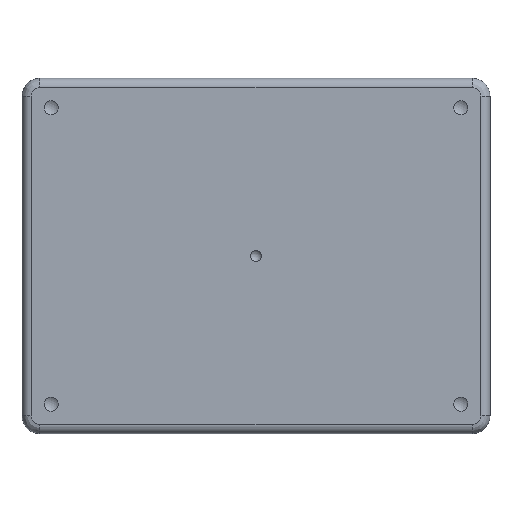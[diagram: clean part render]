
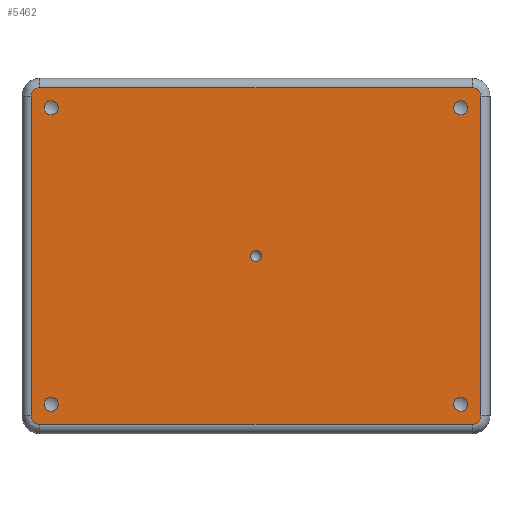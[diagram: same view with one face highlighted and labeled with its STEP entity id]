
A CAD part, front view. The second image highlights one B-rep face of the part: STEP entity #5462.
In plain terms, the highlighted planar face has unit normal (0, -1, 0).
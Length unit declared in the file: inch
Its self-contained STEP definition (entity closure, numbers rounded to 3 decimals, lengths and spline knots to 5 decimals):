
#161=FACE_BOUND('',#892,.T.);
#162=FACE_BOUND('',#893,.T.);
#163=FACE_BOUND('',#894,.T.);
#164=FACE_BOUND('',#895,.T.);
#165=FACE_BOUND('',#896,.T.);
#311=PLANE('',#6103);
#560=FACE_OUTER_BOUND('',#891,.T.);
#891=EDGE_LOOP('',(#4504,#4505,#4506,#4507,#4508,#4509,#4510,#4511));
#892=EDGE_LOOP('',(#4512));
#893=EDGE_LOOP('',(#4513));
#894=EDGE_LOOP('',(#4514));
#895=EDGE_LOOP('',(#4515));
#896=EDGE_LOOP('',(#4516));
#1302=LINE('',#9349,#1651);
#1304=LINE('',#9358,#1653);
#1306=LINE('',#9367,#1655);
#1308=LINE('',#9376,#1657);
#1651=VECTOR('',#7492,39.37008);
#1653=VECTOR('',#7500,39.37008);
#1655=VECTOR('',#7508,39.37008);
#1657=VECTOR('',#7516,39.37008);
#1920=CIRCLE('',#5923,0.093);
#1921=CIRCLE('',#5925,0.093);
#1922=CIRCLE('',#5927,0.093);
#1923=CIRCLE('',#5929,0.093);
#1924=CIRCLE('',#5931,0.07502);
#2040=CIRCLE('',#6104,0.11288);
#2041=CIRCLE('',#6105,0.11288);
#2042=CIRCLE('',#6106,0.11288);
#2043=CIRCLE('',#6107,0.11288);
#2426=VERTEX_POINT('',#8978);
#2427=VERTEX_POINT('',#8981);
#2428=VERTEX_POINT('',#8984);
#2429=VERTEX_POINT('',#8987);
#2430=VERTEX_POINT('',#8990);
#2556=VERTEX_POINT('',#9342);
#2559=VERTEX_POINT('',#9347);
#2561=VERTEX_POINT('',#9352);
#2563=VERTEX_POINT('',#9356);
#2564=VERTEX_POINT('',#9360);
#2567=VERTEX_POINT('',#9365);
#2569=VERTEX_POINT('',#9370);
#2571=VERTEX_POINT('',#9374);
#3110=EDGE_CURVE('',#2426,#2426,#1920,.T.);
#3111=EDGE_CURVE('',#2427,#2427,#1921,.T.);
#3112=EDGE_CURVE('',#2428,#2428,#1922,.T.);
#3113=EDGE_CURVE('',#2429,#2429,#1923,.T.);
#3114=EDGE_CURVE('',#2430,#2430,#1924,.T.);
#3267=EDGE_CURVE('',#2556,#2559,#1302,.T.);
#3271=EDGE_CURVE('',#2561,#2563,#1304,.T.);
#3275=EDGE_CURVE('',#2564,#2567,#1306,.T.);
#3279=EDGE_CURVE('',#2569,#2571,#1308,.T.);
#3319=EDGE_CURVE('',#2559,#2561,#2040,.T.);
#3320=EDGE_CURVE('',#2563,#2569,#2041,.T.);
#3321=EDGE_CURVE('',#2571,#2564,#2042,.T.);
#3322=EDGE_CURVE('',#2567,#2556,#2043,.T.);
#4504=ORIENTED_EDGE('',*,*,#3267,.T.);
#4505=ORIENTED_EDGE('',*,*,#3319,.T.);
#4506=ORIENTED_EDGE('',*,*,#3271,.T.);
#4507=ORIENTED_EDGE('',*,*,#3320,.T.);
#4508=ORIENTED_EDGE('',*,*,#3279,.T.);
#4509=ORIENTED_EDGE('',*,*,#3321,.T.);
#4510=ORIENTED_EDGE('',*,*,#3275,.T.);
#4511=ORIENTED_EDGE('',*,*,#3322,.T.);
#4512=ORIENTED_EDGE('',*,*,#3114,.T.);
#4513=ORIENTED_EDGE('',*,*,#3110,.F.);
#4514=ORIENTED_EDGE('',*,*,#3111,.T.);
#4515=ORIENTED_EDGE('',*,*,#3112,.T.);
#4516=ORIENTED_EDGE('',*,*,#3113,.F.);
#5462=ADVANCED_FACE('',(#560,#161,#162,#163,#164,#165),#311,.F.);
#5923=AXIS2_PLACEMENT_3D('',#8979,#7163,#7164);
#5925=AXIS2_PLACEMENT_3D('',#8982,#7167,#7168);
#5927=AXIS2_PLACEMENT_3D('',#8985,#7171,#7172);
#5929=AXIS2_PLACEMENT_3D('',#8988,#7175,#7176);
#5931=AXIS2_PLACEMENT_3D('',#8991,#7179,#7180);
#6103=AXIS2_PLACEMENT_3D('',#9447,#7586,#7587);
#6104=AXIS2_PLACEMENT_3D('',#9448,#7588,#7589);
#6105=AXIS2_PLACEMENT_3D('',#9449,#7590,#7591);
#6106=AXIS2_PLACEMENT_3D('',#9450,#7592,#7593);
#6107=AXIS2_PLACEMENT_3D('',#9451,#7594,#7595);
#7163=DIRECTION('center_axis',(0.,-1.,0.));
#7164=DIRECTION('ref_axis',(0.,0.,1.));
#7167=DIRECTION('center_axis',(0.,1.,0.));
#7168=DIRECTION('ref_axis',(0.,0.,-1.));
#7171=DIRECTION('center_axis',(0.,1.,0.));
#7172=DIRECTION('ref_axis',(0.,0.,1.));
#7175=DIRECTION('center_axis',(0.,-1.,0.));
#7176=DIRECTION('ref_axis',(0.,0.,-1.));
#7179=DIRECTION('center_axis',(0.,1.,0.));
#7180=DIRECTION('ref_axis',(-1.,0.,0.));
#7492=DIRECTION('',(-1.,0.,0.));
#7500=DIRECTION('',(0.,0.,-1.));
#7508=DIRECTION('',(0.,0.,1.));
#7516=DIRECTION('',(1.,0.,0.));
#7586=DIRECTION('center_axis',(0.,1.,0.));
#7587=DIRECTION('ref_axis',(0.,0.,1.));
#7588=DIRECTION('center_axis',(0.,-1.,0.));
#7589=DIRECTION('ref_axis',(0.,0.,1.));
#7590=DIRECTION('center_axis',(0.,-1.,0.));
#7591=DIRECTION('ref_axis',(0.,0.,1.));
#7592=DIRECTION('center_axis',(0.,-1.,0.));
#7593=DIRECTION('ref_axis',(0.,0.,1.));
#7594=DIRECTION('center_axis',(0.,-1.,0.));
#7595=DIRECTION('ref_axis',(0.,0.,1.));
#8978=CARTESIAN_POINT('',(2.72,-1.25,-2.063));
#8979=CARTESIAN_POINT('Origin',(2.72,-1.25,-1.97));
#8981=CARTESIAN_POINT('',(2.72,-1.25,2.063));
#8982=CARTESIAN_POINT('Origin',(2.72,-1.25,1.97));
#8984=CARTESIAN_POINT('',(-2.72,-1.25,-2.063));
#8985=CARTESIAN_POINT('Origin',(-2.72,-1.25,-1.97));
#8987=CARTESIAN_POINT('',(-2.72,-1.25,2.063));
#8988=CARTESIAN_POINT('Origin',(-2.72,-1.25,1.97));
#8990=CARTESIAN_POINT('',(0.07502,-1.25,0.));
#8991=CARTESIAN_POINT('Origin',(0.,-1.25,0.));
#9342=CARTESIAN_POINT('',(2.8695,-1.25,2.23488));
#9347=CARTESIAN_POINT('',(-2.8695,-1.25,2.23488));
#9349=CARTESIAN_POINT('',(-2.8695,-1.25,2.23488));
#9352=CARTESIAN_POINT('',(-2.98238,-1.25,2.122));
#9356=CARTESIAN_POINT('',(-2.98238,-1.25,-2.122));
#9358=CARTESIAN_POINT('',(-2.98238,-1.25,-2.122));
#9360=CARTESIAN_POINT('',(2.98238,-1.25,-2.122));
#9365=CARTESIAN_POINT('',(2.98238,-1.25,2.122));
#9367=CARTESIAN_POINT('',(2.98238,-1.25,2.122));
#9370=CARTESIAN_POINT('',(-2.8695,-1.25,-2.23488));
#9374=CARTESIAN_POINT('',(2.8695,-1.25,-2.23488));
#9376=CARTESIAN_POINT('',(2.8695,-1.25,-2.23488));
#9447=CARTESIAN_POINT('Origin',(-2.8695,-1.25,2.122));
#9448=CARTESIAN_POINT('Origin',(-2.8695,-1.25,2.122));
#9449=CARTESIAN_POINT('Origin',(-2.8695,-1.25,-2.122));
#9450=CARTESIAN_POINT('Origin',(2.8695,-1.25,-2.122));
#9451=CARTESIAN_POINT('Origin',(2.8695,-1.25,2.122));
